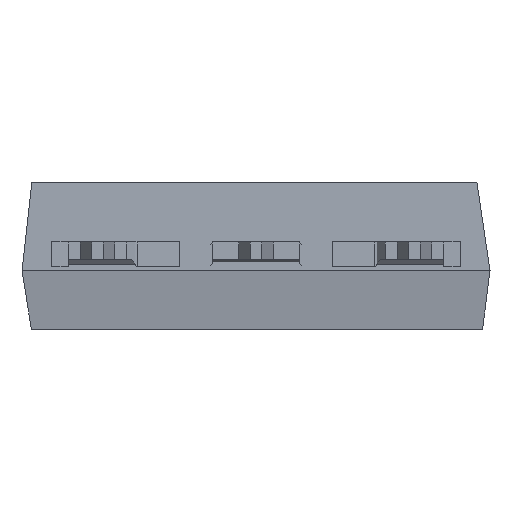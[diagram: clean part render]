
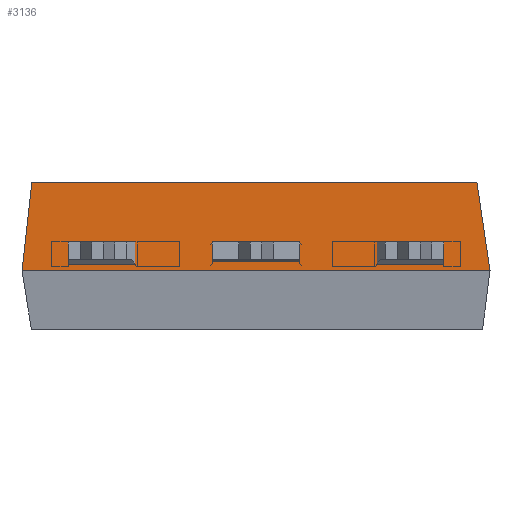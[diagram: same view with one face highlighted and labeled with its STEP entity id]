
A CAD part, front view. The second image highlights one B-rep face of the part: STEP entity #3136.
In plain terms, the highlighted planar face has unit normal (0, -1, 0.01).
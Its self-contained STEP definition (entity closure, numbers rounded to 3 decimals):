
#226=FACE_OUTER_BOUND('',#397,.T.);
#397=EDGE_LOOP('',(#2676,#2677,#2678,#2679));
#742=LINE('',#4933,#1149);
#756=LINE('',#4962,#1163);
#763=LINE('',#4974,#1170);
#767=LINE('',#4987,#1174);
#1149=VECTOR('',#4041,10.);
#1163=VECTOR('',#4065,10.);
#1170=VECTOR('',#4076,10.);
#1174=VECTOR('',#4092,10.);
#1465=VERTEX_POINT('',#4930);
#1466=VERTEX_POINT('',#4932);
#1475=VERTEX_POINT('',#4959);
#1476=VERTEX_POINT('',#4961);
#1864=EDGE_CURVE('',#1465,#1466,#742,.T.);
#1878=EDGE_CURVE('',#1476,#1475,#756,.T.);
#1885=EDGE_CURVE('',#1465,#1476,#763,.T.);
#1891=EDGE_CURVE('',#1475,#1466,#767,.T.);
#2676=ORIENTED_EDGE('',*,*,#1885,.T.);
#2677=ORIENTED_EDGE('',*,*,#1878,.T.);
#2678=ORIENTED_EDGE('',*,*,#1891,.T.);
#2679=ORIENTED_EDGE('',*,*,#1864,.F.);
#2974=PLANE('',#3392);
#3136=ADVANCED_FACE('',(#226),#2974,.T.);
#3392=AXIS2_PLACEMENT_3D('',#4986,#4090,#4091);
#4041=DIRECTION('',(0.147,-0.01,-0.989));
#4065=DIRECTION('',(-0.111,-0.01,-0.994));
#4076=DIRECTION('',(-1.,0.,0.));
#4090=DIRECTION('center_axis',(0.,-1.,
0.01));
#4091=DIRECTION('ref_axis',(0.,-0.01,
-1.));
#4092=DIRECTION('',(1.,0.,0.));
#4930=CARTESIAN_POINT('',(14.589,-18.462,5.029));
#4932=CARTESIAN_POINT('',(15.037,-18.492,2.005));
#4933=CARTESIAN_POINT('',(14.589,-18.462,5.029));
#4959=CARTESIAN_POINT('',(-1.015,-18.492,2.005));
#4961=CARTESIAN_POINT('',(-0.677,-18.462,5.029));
#4962=CARTESIAN_POINT('',(-0.677,-18.462,5.029));
#4974=CARTESIAN_POINT('',(14.589,-18.462,5.029));
#4986=CARTESIAN_POINT('Origin',(14.589,-18.462,5.029));
#4987=CARTESIAN_POINT('',(15.037,-18.492,2.005));
